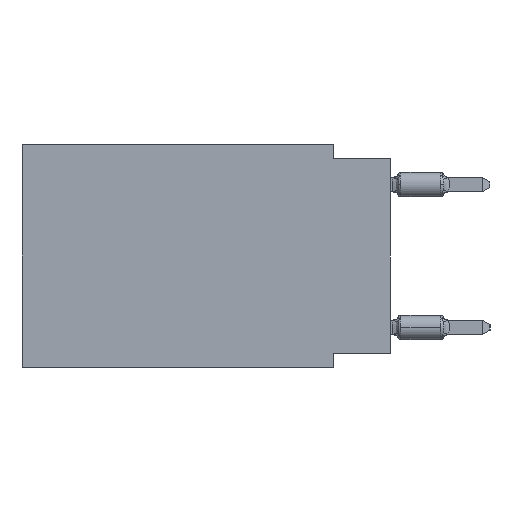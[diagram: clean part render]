
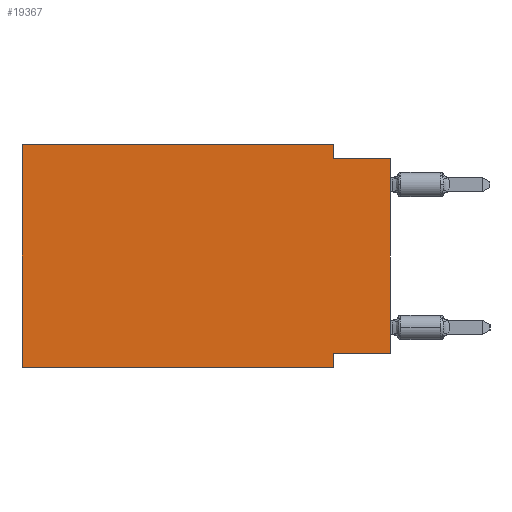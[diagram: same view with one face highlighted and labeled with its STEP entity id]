
A CAD part, left-side view. The second image highlights one B-rep face of the part: STEP entity #19367.
In plain terms, the highlighted planar face has unit normal (-1, 0, 0).
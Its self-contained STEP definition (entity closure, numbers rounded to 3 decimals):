
#616 = CARTESIAN_POINT ( 'NONE',  ( 0., 2.54, -9.271 ) ) ;
#980 = CARTESIAN_POINT ( 'NONE',  ( 0., 16.383, -9.906 ) ) ;
#1072 = DIRECTION ( 'NONE',  ( 0., 0., -1. ) ) ;
#1375 = CARTESIAN_POINT ( 'NONE',  ( 0., 16.383, -9.906 ) ) ;
#1454 = PLANE ( 'NONE',  #18389 ) ;
#2163 = VECTOR ( 'NONE', #24554, 1000. ) ;
#2584 = CARTESIAN_POINT ( 'NONE',  ( 0., 0., -0.635 ) ) ;
#3742 = VERTEX_POINT ( 'NONE', #18043 ) ;
#3960 = CARTESIAN_POINT ( 'NONE',  ( 0., 0., -9.271 ) ) ;
#5287 = LINE ( 'NONE', #13057, #2163 ) ;
#5599 = ORIENTED_EDGE ( 'NONE', *, *, #17418, .F. ) ;
#5918 = VECTOR ( 'NONE', #14105, 1000. ) ;
#6366 = LINE ( 'NONE', #2584, #5918 ) ;
#7357 = LINE ( 'NONE', #1375, #12346 ) ;
#7428 = DIRECTION ( 'NONE',  ( 0., -1., 0. ) ) ;
#7429 = DIRECTION ( 'NONE',  ( 1., 0., 0. ) ) ;
#7618 = VERTEX_POINT ( 'NONE', #616 ) ;
#7829 = CARTESIAN_POINT ( 'NONE',  ( 0., 0., -0.635 ) ) ;
#7879 = EDGE_CURVE ( 'NONE', #23124, #12497, #7357, .T. ) ;
#9382 = LINE ( 'NONE', #17251, #18953 ) ;
#10993 = EDGE_CURVE ( 'NONE', #11815, #3742, #9382, .T. ) ;
#11144 = VERTEX_POINT ( 'NONE', #14122 ) ;
#11248 = VERTEX_POINT ( 'NONE', #15004 ) ;
#11815 = VERTEX_POINT ( 'NONE', #18090 ) ;
#12346 = VECTOR ( 'NONE', #19248, 1000. ) ;
#12497 = VERTEX_POINT ( 'NONE', #23330 ) ;
#12664 = VECTOR ( 'NONE', #25549, 1000. ) ;
#13057 = CARTESIAN_POINT ( 'NONE',  ( 0., 0., 0. ) ) ;
#13241 = FACE_OUTER_BOUND ( 'NONE', #13587, .T. ) ;
#13419 = EDGE_CURVE ( 'NONE', #11248, #7618, #21692, .T. ) ;
#13587 = EDGE_LOOP ( 'NONE', ( #16105, #5599, #17960, #17438, #22827, #15567, #25181, #19665 ) ) ;
#13823 = DIRECTION ( 'NONE',  ( 0., 0., -1. ) ) ;
#13892 = LINE ( 'NONE', #25518, #16058 ) ;
#14105 = DIRECTION ( 'NONE',  ( 0., -1., 0. ) ) ;
#14122 = CARTESIAN_POINT ( 'NONE',  ( 0., 2.54, -0.635 ) ) ;
#14941 = EDGE_CURVE ( 'NONE', #23124, #11815, #13892, .T. ) ;
#15004 = CARTESIAN_POINT ( 'NONE',  ( 0., 0., -9.271 ) ) ;
#15567 = ORIENTED_EDGE ( 'NONE', *, *, #7879, .T. ) ;
#15713 = VECTOR ( 'NONE', #24097, 1000. ) ;
#16058 = VECTOR ( 'NONE', #22179, 1000. ) ;
#16105 = ORIENTED_EDGE ( 'NONE', *, *, #20237, .T. ) ;
#16608 = EDGE_CURVE ( 'NONE', #3742, #11144, #22449, .T. ) ;
#16848 = VERTEX_POINT ( 'NONE', #7829 ) ;
#16971 = EDGE_CURVE ( 'NONE', #7618, #12497, #18163, .T. ) ;
#17251 = CARTESIAN_POINT ( 'NONE',  ( 0., 16.383, 0. ) ) ;
#17418 = EDGE_CURVE ( 'NONE', #11144, #16848, #6366, .T. ) ;
#17438 = ORIENTED_EDGE ( 'NONE', *, *, #10993, .F. ) ;
#17960 = ORIENTED_EDGE ( 'NONE', *, *, #16608, .F. ) ;
#18043 = CARTESIAN_POINT ( 'NONE',  ( 0., 2.54, 0. ) ) ;
#18090 = CARTESIAN_POINT ( 'NONE',  ( 0., 16.383, 0. ) ) ;
#18163 = LINE ( 'NONE', #20214, #15713 ) ;
#18389 = AXIS2_PLACEMENT_3D ( 'NONE', #19316, #7429, #1072 ) ;
#18953 = VECTOR ( 'NONE', #7428, 1000. ) ;
#19248 = DIRECTION ( 'NONE',  ( 0., -1., 0. ) ) ;
#19316 = CARTESIAN_POINT ( 'NONE',  ( 0., 16.383, 0. ) ) ;
#19367 = ADVANCED_FACE ( 'NONE', ( #13241 ), #1454, .F. ) ;
#19430 = VECTOR ( 'NONE', #13823, 1000. ) ;
#19665 = ORIENTED_EDGE ( 'NONE', *, *, #13419, .F. ) ;
#20214 = CARTESIAN_POINT ( 'NONE',  ( 0., 2.54, -9.906 ) ) ;
#20237 = EDGE_CURVE ( 'NONE', #11248, #16848, #5287, .T. ) ;
#20364 = CARTESIAN_POINT ( 'NONE',  ( 0., 2.54, 0. ) ) ;
#21692 = LINE ( 'NONE', #3960, #12664 ) ;
#22179 = DIRECTION ( 'NONE',  ( 0., 0., 1. ) ) ;
#22449 = LINE ( 'NONE', #20364, #19430 ) ;
#22827 = ORIENTED_EDGE ( 'NONE', *, *, #14941, .F. ) ;
#23124 = VERTEX_POINT ( 'NONE', #980 ) ;
#23330 = CARTESIAN_POINT ( 'NONE',  ( 0., 2.54, -9.906 ) ) ;
#24097 = DIRECTION ( 'NONE',  ( 0., 0., -1. ) ) ;
#24554 = DIRECTION ( 'NONE',  ( 0., 0., 1. ) ) ;
#25181 = ORIENTED_EDGE ( 'NONE', *, *, #16971, .F. ) ;
#25518 = CARTESIAN_POINT ( 'NONE',  ( 0., 16.383, 0. ) ) ;
#25549 = DIRECTION ( 'NONE',  ( 0., 1., 0. ) ) ;
